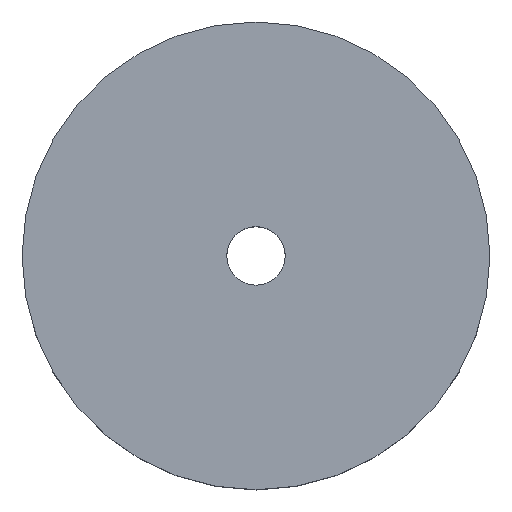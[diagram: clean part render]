
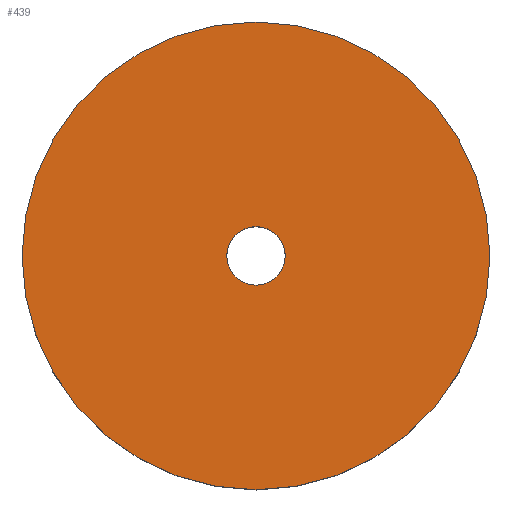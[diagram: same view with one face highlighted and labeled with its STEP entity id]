
A CAD part, top view. The second image highlights one B-rep face of the part: STEP entity #439.
In plain terms, the highlighted planar face has unit normal (0, 0, 1).
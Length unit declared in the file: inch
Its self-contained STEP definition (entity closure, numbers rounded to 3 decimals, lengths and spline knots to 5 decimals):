
#9 = DIRECTION ( 'NONE',  ( 0., 0., 1. ) ) ;
#10 = CARTESIAN_POINT ( 'NONE',  ( 0., 0., 0.25 ) ) ;
#12 = VERTEX_POINT ( 'NONE', #404 ) ;
#14 = DIRECTION ( 'NONE',  ( 0., -1., 0. ) ) ;
#20 = CARTESIAN_POINT ( 'NONE',  ( 0., 0., 0.25 ) ) ;
#22 = DIRECTION ( 'NONE',  ( 0., 1., 0. ) ) ;
#24 = DIRECTION ( 'NONE',  ( 0., 0., -1. ) ) ;
#29 = EDGE_CURVE ( 'NONE', #407, #410, #150, .T. ) ;
#31 = EDGE_CURVE ( 'NONE', #411, #12, #235, .T. ) ;
#52 = CIRCLE ( 'NONE', #182, 1. ) ;
#75 = EDGE_CURVE ( 'NONE', #410, #407, #52, .T. ) ;
#76 = EDGE_CURVE ( 'NONE', #12, #411, #329, .T. ) ;
#108 = ORIENTED_EDGE ( 'NONE', *, *, #76, .T. ) ;
#109 = ORIENTED_EDGE ( 'NONE', *, *, #31, .T. ) ;
#110 = ORIENTED_EDGE ( 'NONE', *, *, #29, .T. ) ;
#111 = ORIENTED_EDGE ( 'NONE', *, *, #75, .T. ) ;
#131 = CARTESIAN_POINT ( 'NONE',  ( 0., 0., 0.25 ) ) ;
#133 = CARTESIAN_POINT ( 'NONE',  ( 0., 0., 0.25 ) ) ;
#143 = EDGE_LOOP ( 'NONE', ( #110, #111 ) ) ;
#145 = EDGE_LOOP ( 'NONE', ( #108, #109 ) ) ;
#150 = CIRCLE ( 'NONE', #280, 1. ) ;
#182 = AXIS2_PLACEMENT_3D ( 'NONE', #131, #232, #234 ) ;
#185 = AXIS2_PLACEMENT_3D ( 'NONE', #133, #375, #374 ) ;
#232 = DIRECTION ( 'NONE',  ( 0., 0., 1. ) ) ;
#234 = DIRECTION ( 'NONE',  ( 0., -1., 0. ) ) ;
#235 = CIRCLE ( 'NONE', #278, 0.125 ) ;
#278 = AXIS2_PLACEMENT_3D ( 'NONE', #10, #24, #22 ) ;
#280 = AXIS2_PLACEMENT_3D ( 'NONE', #20, #9, #14 ) ;
#293 = PLANE ( 'NONE',  #453 ) ;
#295 = CARTESIAN_POINT ( 'NONE',  ( 0., 0., 0.25 ) ) ;
#296 = DIRECTION ( 'NONE',  ( 0., 0., -1. ) ) ;
#297 = DIRECTION ( 'NONE',  ( 0., 1., 0. ) ) ;
#324 = FACE_BOUND ( 'NONE', #145, .T. ) ;
#325 = FACE_OUTER_BOUND ( 'NONE', #143, .T. ) ;
#329 = CIRCLE ( 'NONE', #185, 0.125 ) ;
#374 = DIRECTION ( 'NONE',  ( 0., 1., 0. ) ) ;
#375 = DIRECTION ( 'NONE',  ( 0., 0., -1. ) ) ;
#404 = CARTESIAN_POINT ( 'NONE',  ( 0., 0.125, 0.25 ) ) ;
#407 = VERTEX_POINT ( 'NONE', #498 ) ;
#410 = VERTEX_POINT ( 'NONE', #503 ) ;
#411 = VERTEX_POINT ( 'NONE', #504 ) ;
#439 = ADVANCED_FACE ( 'NONE', ( #324, #325 ), #293, .F. ) ;
#453 = AXIS2_PLACEMENT_3D ( 'NONE', #295, #296, #297 ) ;
#498 = CARTESIAN_POINT ( 'NONE',  ( 0., -1., 0.25 ) ) ;
#503 = CARTESIAN_POINT ( 'NONE',  ( 0., 1., 0.25 ) ) ;
#504 = CARTESIAN_POINT ( 'NONE',  ( 0., -0.125, 0.25 ) ) ;
